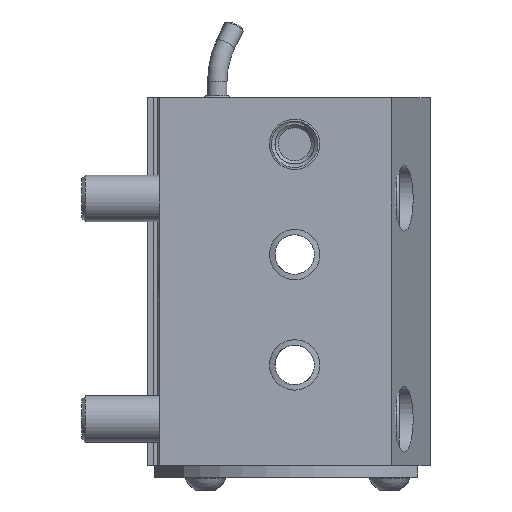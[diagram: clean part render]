
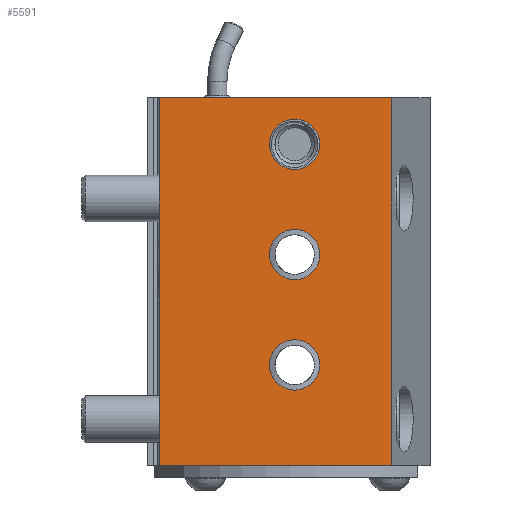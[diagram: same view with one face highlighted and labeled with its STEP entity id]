
A CAD part, left-side view. The second image highlights one B-rep face of the part: STEP entity #5591.
In plain terms, the highlighted planar face has unit normal (-1, 0, 0).
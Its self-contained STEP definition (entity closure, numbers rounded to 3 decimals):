
#88 = DIRECTION ( 'NONE',  ( -1., 0., 0. ) ) ;
#310 = CARTESIAN_POINT ( 'NONE',  ( -57.5, 0., 0. ) ) ;
#332 = VERTEX_POINT ( 'NONE', #7205 ) ;
#410 = EDGE_LOOP ( 'NONE', ( #3025 ) ) ;
#509 = ORIENTED_EDGE ( 'NONE', *, *, #2806, .T. ) ;
#533 = CARTESIAN_POINT ( 'NONE',  ( -57.5, -59.952, -95. ) ) ;
#913 = CARTESIAN_POINT ( 'NONE',  ( -57.5, 0., -95. ) ) ;
#1440 = FACE_OUTER_BOUND ( 'NONE', #5701, .T. ) ;
#1724 = FACE_BOUND ( 'NONE', #4759, .T. ) ;
#2000 = EDGE_CURVE ( 'NONE', #7227, #7227, #5830, .T. ) ;
#2045 = DIRECTION ( 'NONE',  ( 0., -1., 0. ) ) ;
#2075 = ORIENTED_EDGE ( 'NONE', *, *, #2000, .F. ) ;
#2204 = VERTEX_POINT ( 'NONE', #3700 ) ;
#2527 = DIRECTION ( 'NONE',  ( -1., 0., 0. ) ) ;
#2806 = EDGE_CURVE ( 'NONE', #332, #2204, #10026, .T. ) ;
#2944 = CIRCLE ( 'NONE', #7327, 6.5 ) ;
#2981 = DIRECTION ( 'NONE',  ( 0., 0., 1. ) ) ;
#3025 = ORIENTED_EDGE ( 'NONE', *, *, #7702, .F. ) ;
#3053 = ORIENTED_EDGE ( 'NONE', *, *, #10320, .T. ) ;
#3159 = CARTESIAN_POINT ( 'NONE',  ( -57.5, 0., -95. ) ) ;
#3284 = EDGE_LOOP ( 'NONE', ( #8913 ) ) ;
#3496 = LINE ( 'NONE', #8101, #5783 ) ;
#3700 = CARTESIAN_POINT ( 'NONE',  ( -57.5, -59.952, 0. ) ) ;
#3726 = FACE_BOUND ( 'NONE', #3284, .T. ) ;
#3779 = CARTESIAN_POINT ( 'NONE',  ( -57.5, 0., -95. ) ) ;
#4011 = DIRECTION ( 'NONE',  ( 0., -1., 0. ) ) ;
#4050 = CARTESIAN_POINT ( 'NONE',  ( -57.5, -35., -34. ) ) ;
#4128 = ORIENTED_EDGE ( 'NONE', *, *, #9456, .F. ) ;
#4659 = VERTEX_POINT ( 'NONE', #7567 ) ;
#4738 = DIRECTION ( 'NONE',  ( -1., 0., 0. ) ) ;
#4759 = EDGE_LOOP ( 'NONE', ( #2075 ) ) ;
#4834 = LINE ( 'NONE', #8587, #9458 ) ;
#5052 = CIRCLE ( 'NONE', #6440, 6.5 ) ;
#5258 = CARTESIAN_POINT ( 'NONE',  ( -57.5, -35., -40.5 ) ) ;
#5303 = VERTEX_POINT ( 'NONE', #913 ) ;
#5591 = ADVANCED_FACE ( 'NONE', ( #1724, #10663, #3726, #1440 ), #9182, .T. ) ;
#5701 = EDGE_LOOP ( 'NONE', ( #6498, #4128, #3053, #509 ) ) ;
#5783 = VECTOR ( 'NONE', #2045, 1000. ) ;
#5830 = CIRCLE ( 'NONE', #10343, 6.5 ) ;
#6117 = DIRECTION ( 'NONE',  ( 0., 0., 1. ) ) ;
#6203 = AXIS2_PLACEMENT_3D ( 'NONE', #3159, #9221, #4011 ) ;
#6440 = AXIS2_PLACEMENT_3D ( 'NONE', #5258, #88, #6117 ) ;
#6498 = ORIENTED_EDGE ( 'NONE', *, *, #9964, .F. ) ;
#7205 = CARTESIAN_POINT ( 'NONE',  ( -57.5, -59.952, -95. ) ) ;
#7227 = VERTEX_POINT ( 'NONE', #8187 ) ;
#7327 = AXIS2_PLACEMENT_3D ( 'NONE', #9937, #4738, #10824 ) ;
#7431 = VECTOR ( 'NONE', #8352, 1000. ) ;
#7522 = VECTOR ( 'NONE', #2981, 1000. ) ;
#7567 = CARTESIAN_POINT ( 'NONE',  ( -57.5, -35., -62.5 ) ) ;
#7685 = CARTESIAN_POINT ( 'NONE',  ( -57.5, -35., -12. ) ) ;
#7700 = DIRECTION ( 'NONE',  ( 0., -1., 0. ) ) ;
#7702 = EDGE_CURVE ( 'NONE', #8052, #8052, #5052, .T. ) ;
#8052 = VERTEX_POINT ( 'NONE', #4050 ) ;
#8101 = CARTESIAN_POINT ( 'NONE',  ( -57.5, 0., 0. ) ) ;
#8187 = CARTESIAN_POINT ( 'NONE',  ( -57.5, -35., -5.5 ) ) ;
#8352 = DIRECTION ( 'NONE',  ( 0., 0., 1. ) ) ;
#8441 = VERTEX_POINT ( 'NONE', #310 ) ;
#8567 = DIRECTION ( 'NONE',  ( 0., 0., 1. ) ) ;
#8587 = CARTESIAN_POINT ( 'NONE',  ( -57.5, 0., -95. ) ) ;
#8913 = ORIENTED_EDGE ( 'NONE', *, *, #9515, .F. ) ;
#9182 = PLANE ( 'NONE',  #6203 ) ;
#9221 = DIRECTION ( 'NONE',  ( -1., 0., 0. ) ) ;
#9456 = EDGE_CURVE ( 'NONE', #5303, #8441, #9848, .T. ) ;
#9458 = VECTOR ( 'NONE', #7700, 1000. ) ;
#9515 = EDGE_CURVE ( 'NONE', #4659, #4659, #2944, .T. ) ;
#9848 = LINE ( 'NONE', #3779, #7522 ) ;
#9937 = CARTESIAN_POINT ( 'NONE',  ( -57.5, -35., -69. ) ) ;
#9964 = EDGE_CURVE ( 'NONE', #8441, #2204, #3496, .T. ) ;
#10026 = LINE ( 'NONE', #533, #7431 ) ;
#10320 = EDGE_CURVE ( 'NONE', #5303, #332, #4834, .T. ) ;
#10343 = AXIS2_PLACEMENT_3D ( 'NONE', #7685, #2527, #8567 ) ;
#10663 = FACE_BOUND ( 'NONE', #410, .T. ) ;
#10824 = DIRECTION ( 'NONE',  ( 0., 0., 1. ) ) ;
